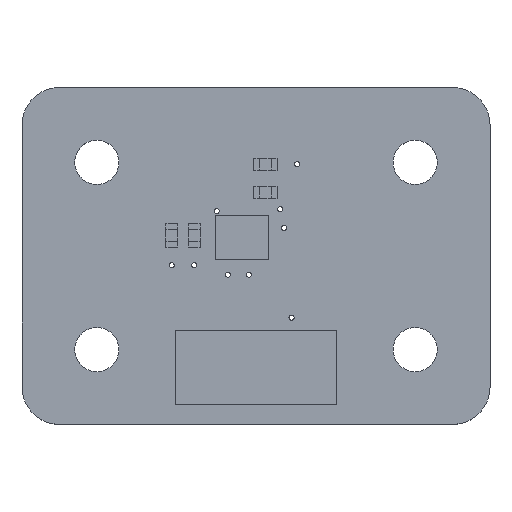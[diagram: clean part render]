
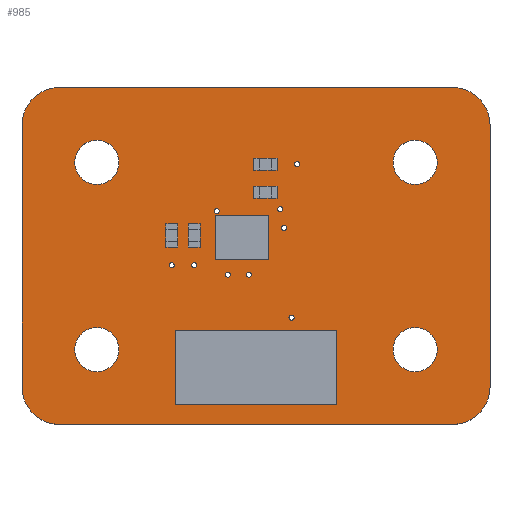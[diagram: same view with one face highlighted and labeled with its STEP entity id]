
A CAD part, top view. The second image highlights one B-rep face of the part: STEP entity #985.
In plain terms, the highlighted planar face has unit normal (0, 0, 1).
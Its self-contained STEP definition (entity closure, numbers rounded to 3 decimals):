
#71=FACE_BOUND('',#200,.T.);
#72=FACE_BOUND('',#201,.T.);
#73=FACE_BOUND('',#202,.T.);
#74=FACE_BOUND('',#203,.T.);
#75=FACE_BOUND('',#204,.T.);
#76=FACE_BOUND('',#205,.T.);
#77=FACE_BOUND('',#206,.T.);
#78=FACE_BOUND('',#207,.T.);
#79=FACE_BOUND('',#208,.T.);
#80=FACE_BOUND('',#209,.T.);
#81=FACE_BOUND('',#210,.T.);
#82=FACE_BOUND('',#211,.T.);
#83=FACE_BOUND('',#212,.T.);
#101=PLANE('',#1131);
#150=FACE_OUTER_BOUND('',#199,.T.);
#199=EDGE_LOOP('',(#754,#755,#756,#757,#758,#759,#760,#761));
#200=EDGE_LOOP('',(#762));
#201=EDGE_LOOP('',(#763));
#202=EDGE_LOOP('',(#764));
#203=EDGE_LOOP('',(#765));
#204=EDGE_LOOP('',(#766));
#205=EDGE_LOOP('',(#767));
#206=EDGE_LOOP('',(#768));
#207=EDGE_LOOP('',(#769));
#208=EDGE_LOOP('',(#770));
#209=EDGE_LOOP('',(#771));
#210=EDGE_LOOP('',(#772));
#211=EDGE_LOOP('',(#773));
#212=EDGE_LOOP('',(#774));
#268=LINE('',#1556,#357);
#272=LINE('',#1568,#361);
#276=LINE('',#1580,#365);
#280=LINE('',#1592,#369);
#357=VECTOR('',#1276,10.);
#361=VECTOR('',#1288,10.);
#365=VECTOR('',#1300,10.);
#369=VECTOR('',#1312,10.);
#432=CIRCLE('',#1078,1.5);
#434=CIRCLE('',#1081,1.5);
#436=CIRCLE('',#1084,0.175);
#438=CIRCLE('',#1087,0.175);
#440=CIRCLE('',#1090,0.175);
#442=CIRCLE('',#1093,0.175);
#444=CIRCLE('',#1096,0.175);
#446=CIRCLE('',#1099,0.175);
#448=CIRCLE('',#1102,0.175);
#450=CIRCLE('',#1105,0.175);
#452=CIRCLE('',#1108,0.175);
#454=CIRCLE('',#1111,1.5);
#456=CIRCLE('',#1114,1.5);
#458=CIRCLE('',#1118,2.54);
#460=CIRCLE('',#1122,2.54);
#462=CIRCLE('',#1126,2.54);
#464=CIRCLE('',#1130,2.54);
#466=VERTEX_POINT('',#1474);
#468=VERTEX_POINT('',#1480);
#470=VERTEX_POINT('',#1486);
#472=VERTEX_POINT('',#1492);
#474=VERTEX_POINT('',#1498);
#476=VERTEX_POINT('',#1504);
#478=VERTEX_POINT('',#1510);
#480=VERTEX_POINT('',#1516);
#482=VERTEX_POINT('',#1522);
#484=VERTEX_POINT('',#1528);
#486=VERTEX_POINT('',#1534);
#488=VERTEX_POINT('',#1540);
#490=VERTEX_POINT('',#1546);
#493=VERTEX_POINT('',#1553);
#494=VERTEX_POINT('',#1555);
#496=VERTEX_POINT('',#1561);
#498=VERTEX_POINT('',#1567);
#500=VERTEX_POINT('',#1573);
#502=VERTEX_POINT('',#1579);
#504=VERTEX_POINT('',#1585);
#506=VERTEX_POINT('',#1591);
#549=EDGE_CURVE('',#466,#466,#432,.T.);
#552=EDGE_CURVE('',#468,#468,#434,.T.);
#555=EDGE_CURVE('',#470,#470,#436,.T.);
#558=EDGE_CURVE('',#472,#472,#438,.T.);
#561=EDGE_CURVE('',#474,#474,#440,.T.);
#564=EDGE_CURVE('',#476,#476,#442,.T.);
#567=EDGE_CURVE('',#478,#478,#444,.T.);
#570=EDGE_CURVE('',#480,#480,#446,.T.);
#573=EDGE_CURVE('',#482,#482,#448,.T.);
#576=EDGE_CURVE('',#484,#484,#450,.T.);
#579=EDGE_CURVE('',#486,#486,#452,.T.);
#582=EDGE_CURVE('',#488,#488,#454,.T.);
#585=EDGE_CURVE('',#490,#490,#456,.T.);
#588=EDGE_CURVE('',#494,#493,#268,.T.);
#591=EDGE_CURVE('',#496,#494,#458,.T.);
#594=EDGE_CURVE('',#498,#496,#272,.T.);
#597=EDGE_CURVE('',#500,#498,#460,.T.);
#600=EDGE_CURVE('',#502,#500,#276,.T.);
#603=EDGE_CURVE('',#504,#502,#462,.T.);
#606=EDGE_CURVE('',#506,#504,#280,.T.);
#609=EDGE_CURVE('',#493,#506,#464,.T.);
#754=ORIENTED_EDGE('',*,*,#609,.T.);
#755=ORIENTED_EDGE('',*,*,#606,.T.);
#756=ORIENTED_EDGE('',*,*,#603,.T.);
#757=ORIENTED_EDGE('',*,*,#600,.T.);
#758=ORIENTED_EDGE('',*,*,#597,.T.);
#759=ORIENTED_EDGE('',*,*,#594,.T.);
#760=ORIENTED_EDGE('',*,*,#591,.T.);
#761=ORIENTED_EDGE('',*,*,#588,.T.);
#762=ORIENTED_EDGE('',*,*,#549,.T.);
#763=ORIENTED_EDGE('',*,*,#552,.T.);
#764=ORIENTED_EDGE('',*,*,#555,.T.);
#765=ORIENTED_EDGE('',*,*,#558,.T.);
#766=ORIENTED_EDGE('',*,*,#561,.T.);
#767=ORIENTED_EDGE('',*,*,#564,.T.);
#768=ORIENTED_EDGE('',*,*,#567,.T.);
#769=ORIENTED_EDGE('',*,*,#570,.T.);
#770=ORIENTED_EDGE('',*,*,#573,.T.);
#771=ORIENTED_EDGE('',*,*,#576,.T.);
#772=ORIENTED_EDGE('',*,*,#579,.T.);
#773=ORIENTED_EDGE('',*,*,#582,.T.);
#774=ORIENTED_EDGE('',*,*,#585,.T.);
#985=ADVANCED_FACE('',(#150,#71,#72,#73,#74,#75,#76,#77,#78,#79,#80,#81,
#82,#83),#101,.T.);
#1078=AXIS2_PLACEMENT_3D('',#1476,#1186,#1187);
#1081=AXIS2_PLACEMENT_3D('',#1482,#1193,#1194);
#1084=AXIS2_PLACEMENT_3D('',#1488,#1200,#1201);
#1087=AXIS2_PLACEMENT_3D('',#1494,#1207,#1208);
#1090=AXIS2_PLACEMENT_3D('',#1500,#1214,#1215);
#1093=AXIS2_PLACEMENT_3D('',#1506,#1221,#1222);
#1096=AXIS2_PLACEMENT_3D('',#1512,#1228,#1229);
#1099=AXIS2_PLACEMENT_3D('',#1518,#1235,#1236);
#1102=AXIS2_PLACEMENT_3D('',#1524,#1242,#1243);
#1105=AXIS2_PLACEMENT_3D('',#1530,#1249,#1250);
#1108=AXIS2_PLACEMENT_3D('',#1536,#1256,#1257);
#1111=AXIS2_PLACEMENT_3D('',#1542,#1263,#1264);
#1114=AXIS2_PLACEMENT_3D('',#1548,#1270,#1271);
#1118=AXIS2_PLACEMENT_3D('',#1562,#1282,#1283);
#1122=AXIS2_PLACEMENT_3D('',#1574,#1294,#1295);
#1126=AXIS2_PLACEMENT_3D('',#1586,#1306,#1307);
#1130=AXIS2_PLACEMENT_3D('',#1596,#1318,#1319);
#1131=AXIS2_PLACEMENT_3D('',#1597,#1320,#1321);
#1186=DIRECTION('center_axis',(0.,0.,-1.));
#1187=DIRECTION('ref_axis',(1.,0.,0.));
#1193=DIRECTION('center_axis',(0.,0.,-1.));
#1194=DIRECTION('ref_axis',(1.,0.,0.));
#1200=DIRECTION('center_axis',(0.,0.,-1.));
#1201=DIRECTION('ref_axis',(1.,0.,0.));
#1207=DIRECTION('center_axis',(0.,0.,-1.));
#1208=DIRECTION('ref_axis',(1.,0.,0.));
#1214=DIRECTION('center_axis',(0.,0.,-1.));
#1215=DIRECTION('ref_axis',(1.,0.,0.));
#1221=DIRECTION('center_axis',(0.,0.,-1.));
#1222=DIRECTION('ref_axis',(1.,0.,0.));
#1228=DIRECTION('center_axis',(0.,0.,-1.));
#1229=DIRECTION('ref_axis',(1.,0.,0.));
#1235=DIRECTION('center_axis',(0.,0.,-1.));
#1236=DIRECTION('ref_axis',(1.,0.,0.));
#1242=DIRECTION('center_axis',(0.,0.,-1.));
#1243=DIRECTION('ref_axis',(1.,0.,0.));
#1249=DIRECTION('center_axis',(0.,0.,-1.));
#1250=DIRECTION('ref_axis',(1.,0.,0.));
#1256=DIRECTION('center_axis',(0.,0.,-1.));
#1257=DIRECTION('ref_axis',(1.,0.,0.));
#1263=DIRECTION('center_axis',(0.,0.,-1.));
#1264=DIRECTION('ref_axis',(1.,0.,0.));
#1270=DIRECTION('center_axis',(0.,0.,-1.));
#1271=DIRECTION('ref_axis',(1.,0.,0.));
#1276=DIRECTION('',(-1.,0.,0.));
#1282=DIRECTION('center_axis',(0.,0.,1.));
#1283=DIRECTION('ref_axis',(1.,0.,0.));
#1288=DIRECTION('',(0.,1.,0.));
#1294=DIRECTION('center_axis',(0.,0.,1.));
#1295=DIRECTION('ref_axis',(0.,-1.,0.));
#1300=DIRECTION('',(1.,0.,0.));
#1306=DIRECTION('center_axis',(0.,0.,1.));
#1307=DIRECTION('ref_axis',(-1.,0.,0.));
#1312=DIRECTION('',(0.,-1.,0.));
#1318=DIRECTION('center_axis',(0.,0.,1.));
#1319=DIRECTION('ref_axis',(0.,1.,0.));
#1320=DIRECTION('center_axis',(0.,0.,1.));
#1321=DIRECTION('ref_axis',(1.,0.,0.));
#1474=CARTESIAN_POINT('',(25.17,5.08,1.57));
#1476=CARTESIAN_POINT('Origin',(26.67,5.08,1.57));
#1480=CARTESIAN_POINT('',(3.58,17.78,1.57));
#1482=CARTESIAN_POINT('Origin',(5.08,17.78,1.57));
#1486=CARTESIAN_POINT('',(18.494,17.653,1.57));
#1488=CARTESIAN_POINT('Origin',(18.669,17.653,1.57));
#1492=CARTESIAN_POINT('',(17.351,14.605,1.57));
#1494=CARTESIAN_POINT('Origin',(17.526,14.605,1.57));
#1498=CARTESIAN_POINT('',(13.033,14.478,1.57));
#1500=CARTESIAN_POINT('Origin',(13.208,14.478,1.57));
#1504=CARTESIAN_POINT('',(15.223,10.16,1.57));
#1506=CARTESIAN_POINT('Origin',(15.398,10.16,1.57));
#1510=CARTESIAN_POINT('',(13.795,10.16,1.57));
#1512=CARTESIAN_POINT('Origin',(13.97,10.16,1.57));
#1516=CARTESIAN_POINT('',(17.605,13.335,1.57));
#1518=CARTESIAN_POINT('Origin',(17.78,13.335,1.57));
#1522=CARTESIAN_POINT('',(11.509,10.795,1.57));
#1524=CARTESIAN_POINT('Origin',(11.684,10.795,1.57));
#1528=CARTESIAN_POINT('',(18.113,7.239,1.57));
#1530=CARTESIAN_POINT('Origin',(18.288,7.239,1.57));
#1534=CARTESIAN_POINT('',(9.985,10.795,1.57));
#1536=CARTESIAN_POINT('Origin',(10.16,10.795,1.57));
#1540=CARTESIAN_POINT('',(3.58,5.08,1.57));
#1542=CARTESIAN_POINT('Origin',(5.08,5.08,1.57));
#1546=CARTESIAN_POINT('',(25.17,17.78,1.57));
#1548=CARTESIAN_POINT('Origin',(26.67,17.78,1.57));
#1553=CARTESIAN_POINT('',(2.54,22.86,1.57));
#1555=CARTESIAN_POINT('',(29.21,22.86,1.57));
#1556=CARTESIAN_POINT('',(29.21,22.86,1.57));
#1561=CARTESIAN_POINT('',(31.75,20.32,1.57));
#1562=CARTESIAN_POINT('Origin',(29.21,20.32,1.57));
#1567=CARTESIAN_POINT('',(31.75,2.54,1.57));
#1568=CARTESIAN_POINT('',(31.75,2.54,1.57));
#1573=CARTESIAN_POINT('',(29.21,0.,1.57));
#1574=CARTESIAN_POINT('Origin',(29.21,2.54,1.57));
#1579=CARTESIAN_POINT('',(2.54,0.,1.57));
#1580=CARTESIAN_POINT('',(2.54,0.,1.57));
#1585=CARTESIAN_POINT('',(0.,2.54,1.57));
#1586=CARTESIAN_POINT('Origin',(2.54,2.54,1.57));
#1591=CARTESIAN_POINT('',(0.,20.32,1.57));
#1592=CARTESIAN_POINT('',(0.,20.32,1.57));
#1596=CARTESIAN_POINT('Origin',(2.54,20.32,1.57));
#1597=CARTESIAN_POINT('Origin',(15.875,11.43,1.57));
